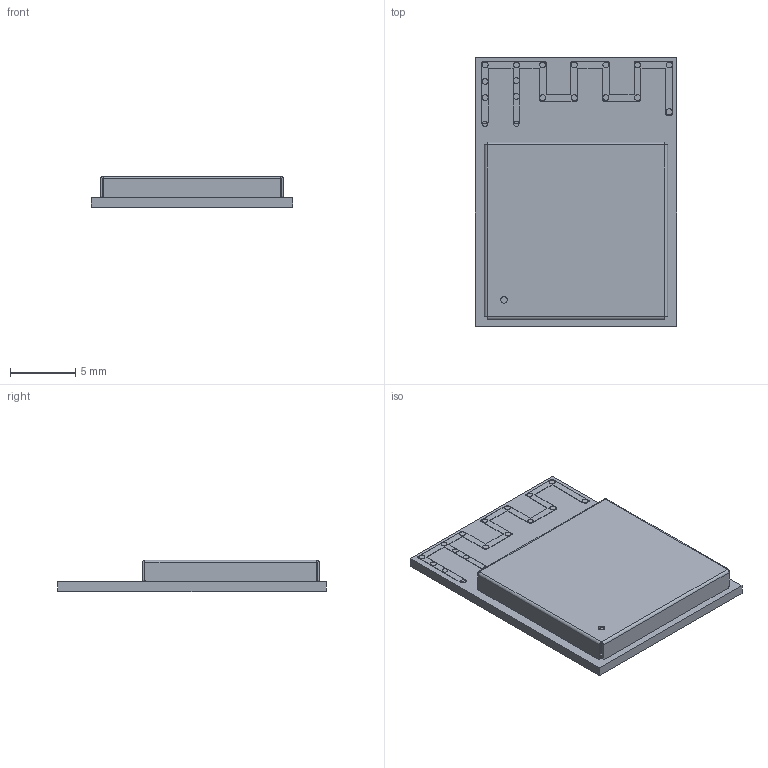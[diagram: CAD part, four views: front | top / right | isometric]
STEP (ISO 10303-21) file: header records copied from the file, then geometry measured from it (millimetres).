
FILE_DESCRIPTION (( 'STEP AP214' ), '1' );
FILE_NAME ('ESP32-S3-MINI-1_20211021.STEP', '2021-10-21T11:27:55', ( '' ), ( '' ), 'SwSTEP 2.0', 'SolidWorks', '' );
FILE_SCHEMA (( 'AUTOMOTIVE_DESIGN' ));
Length unit declared in the file: millimetre
Products named in the file (274): uid__4-71^DesignRootModel_ESP32-S3-MINI-1_V1(2)_ESP32-S3-MINI-1_V1; uid__4-210^DesignRootModel_ESP32-S3-MINI-1_V1(2)_ESP32-S3-MINI-1_V1; uid__4-4^DesignRootModel_ESP32-S3-MINI-1_V1(2)_ESP32-S3-MINI-1_V1; uid__4-121^DesignRootModel_ESP32-S3-MINI-1_V1(2)_ESP32-S3-MINI-1_V1; C0402_20210301.STEP^C0402_20210301.STEP_Submodel-C0402_part_DesignRootModel_ESP32-S3-MINI-1_V1(2)_ESP32-S3-MINI-1_V1; uid__1-395^DesignRootModel_ESP32-S3-MINI-1_V1(2)_ESP32-S3-MINI-1_V1; uid__1-323^DesignRootModel_ESP32-S3-MINI-1_V1(2)_ESP32-S3-MINI-1_V1; Submodel-XTAL3225_part^DesignRootModel_ESP32-S3-MINI-1_V1(2)_ESP32-S3-MINI-1_V1; uid__4-165^DesignRootModel_ESP32-S3-MINI-1_V1(2)_ESP32-S3-MINI-1_V1; uid__4-127^DesignRootModel_ESP32-S3-MINI-1_V1(2)_ESP32-S3-MINI-1_V1; XTAL3225_20210301.STEP^XTAL3225_20210301.STEP_Submodel-XTAL3225_part_DesignRootModel_ESP32-S3-MINI-1_V1(2)_ESP32-S3-MINI-1_V1; uid__1-292^DesignRootModel_ESP32-S3-MINI-1_V1(2)_ESP32-S3-MINI-1_V1; L0201_20210301.STEP^Submodel-L0201_part_DesignRootModel_ESP32-S3-MINI-1_V1(2)_ESP32-S3-MINI-1_V1; uid__4-73^DesignRootModel_ESP32-S3-MINI-1_V1(2)_ESP32-S3-MINI-1_V1; uid__1-424^DesignRootModel_ESP32-S3-MINI-1_V1(2)_ESP32-S3-MINI-1_V1; uid__4-30^DesignRootModel_ESP32-S3-MINI-1_V1(2)_ESP32-S3-MINI-1_V1; uid__1-490^DesignRootModel_ESP32-S3-MINI-1_V1(2)_ESP32-S3-MINI-1_V1; uid__4-169^DesignRootModel_ESP32-S3-MINI-1_V1(2)_ESP32-S3-MINI-1_V1; Submodel-C0201_part^DesignRootModel_ESP32-S3-MINI-1_V1(2)_ESP32-S3-MINI-1_V1; uid__4-14^DesignRootModel_ESP32-S3-MINI-1_V1(2)_ESP32-S3-MINI-1_V1; uid__1-385^DesignRootModel_ESP32-S3-MINI-1_V1(2)_ESP32-S3-MINI-1_V1; uid__4-137^DesignRootModel_ESP32-S3-MINI-1_V1(2)_ESP32-S3-MINI-1_V1; C0201_20210301.STEP^Submodel-C0201_part_DesignRootModel_ESP32-S3-MINI-1_V1(2)_ESP32-S3-MINI-1_V1; uid__4-8^DesignRootModel_ESP32-S3-MINI-1_V1(2)_ESP32-S3-MINI-1_V1; uid__4-70^DesignRootModel_ESP32-S3-MINI-1_V1(2)_ESP32-S3-MINI-1_V1; uid__1-362^DesignRootModel_ESP32-S3-MINI-1_V1(2)_ESP32-S3-MINI-1_V1; uid__4-213^DesignRootModel_ESP32-S3-MINI-1_V1(2)_ESP32-S3-MINI-1_V1; ESP32-S3_20210301.STEP^Submodel-QFN56_0P4_7_part_DesignRootModel_ESP32-S3-MINI-1_V1(2)_ESP32-S3-MINI-1_V1; uid__4-103^DesignRootModel_ESP32-S3-MINI-1_V1(2)_ESP32-S3-MINI-1_V1; uid__1-264^DesignRootModel_ESP32-S3-MINI-1_V1(2)_ESP32-S3-MINI-1_V1; uid__4-0^DesignRootModel_ESP32-S3-MINI-1_V1(2)_ESP32-S3-MINI-1_V1; uid__1-258^DesignRootModel_ESP32-S3-MINI-1_V1(2)_ESP32-S3-MINI-1_V1; uid__1-439^DesignRootModel_ESP32-S3-MINI-1_V1(2)_ESP32-S3-MINI-1_V1; uid__1-215^DesignRootModel_ESP32-S3-MINI-1_V1(2)_ESP32-S3-MINI-1_V1; uid__1-406^DesignRootModel_ESP32-S3-MINI-1_V1(2)_ESP32-S3-MINI-1_V1; uid__4-149^DesignRootModel_ESP32-S3-MINI-1_V1(2)_ESP32-S3-MINI-1_V1; uid__4-77^DesignRootModel_ESP32-S3-MINI-1_V1(2)_ESP32-S3-MINI-1_V1; uid__1-303^DesignRootModel_ESP32-S3-MINI-1_V1(2)_ESP32-S3-MINI-1_V1; uid__1-467^DesignRootModel_ESP32-S3-MINI-1_V1(2)_ESP32-S3-MINI-1_V1; R0201_20210301.STEP^R0201_20210301.STEP_Submodel-R0201_part_DesignRootModel_ESP32-S3-MINI-1_V1(2)_ESP32-S3-MINI-1_V1 ...
Assembly tree (290 placements, depth 6):
  ESP32-S3-MINI-1_20211021
    ESP32-S3-MINI-1_V1(2)^ESP32-S3-MINI-1_V1
      DesignRootModel^ESP32-S3-MINI-1_V1(2)_ESP32-S3-MINI-1_V1
        Submodel-C0201_part^DesignRootModel_ESP32-S3-MINI-1_V1(2)_ESP32-S3-MINI-1_V1
          C0201_20210301.STEP^Submodel-C0201_part_DesignRootModel_ESP32-S3-MINI-1_V1(2)_ESP32-S3-MINI-1_V1
            C0201_20210301.STEP^C0201_20210301.STEP_Submodel-C0201_part_DesignRootModel_ESP32-S3-MINI-1_V1(2)_ESP32-S3-MINI-1_V1
        Submodel-L0201_part^DesignRootModel_ESP32-S3-MINI-1_V1(2)_ESP32-S3-MINI-1_V1
          L0201_20210301.STEP^Submodel-L0201_part_DesignRootModel_ESP32-S3-MINI-1_V1(2)_ESP32-S3-MINI-1_V1
            L0201_20210301.STEP^L0201_20210301.STEP_Submodel-L0201_part_DesignRootModel_ESP32-S3-MINI-1_V1(2)_ESP32-S3-MINI-1_V1
        Submodel-R0201_part^DesignRootModel_ESP32-S3-MINI-1_V1(2)_ESP32-S3-MINI-1_V1
          R0201_20210301.STEP^Submodel-R0201_part_DesignRootModel_ESP32-S3-MINI-1_V1(2)_ESP32-S3-MINI-1_V1
            R0201_20210301.STEP^R0201_20210301.STEP_Submodel-R0201_part_DesignRootModel_ESP32-S3-MINI-1_V1(2)_ESP32-S3-MINI-1_V1
        Submodel-R0201_part^DesignRootModel_ESP32-S3-MINI-1_V1(2)_ESP32-S3-MINI-1_V1
          R0201_20210301.STEP^Submodel-R0201_part_DesignRootModel_ESP32-S3-MINI-1_V1(2)_ESP32-S3-MINI-1_V1
            R0201_20210301.STEP^R0201_20210301.STEP_Submodel-R0201_part_DesignRootModel_ESP32-S3-MINI-1_V1(2)_ESP32-S3-MINI-1_V1
        Submodel-R0201_part^DesignRootModel_ESP32-S3-MINI-1_V1(2)_ESP32-S3-MINI-1_V1
          R0201_20210301.STEP^Submodel-R0201_part_DesignRootModel_ESP32-S3-MINI-1_V1(2)_ESP32-S3-MINI-1_V1
            R0201_20210301.STEP^R0201_20210301.STEP_Submodel-R0201_part_DesignRootModel_ESP32-S3-MINI-1_V1(2)_ESP32-S3-MINI-1_V1
        Submodel-C0402_part^DesignRootModel_ESP32-S3-MINI-1_V1(2)_ESP32-S3-MINI-1_V1
          C0402_20210301.STEP^Submodel-C0402_part_DesignRootModel_ESP32-S3-MINI-1_V1(2)_ESP32-S3-MINI-1_V1
            C0402_20210301.STEP^C0402_20210301.STEP_Submodel-C0402_part_DesignRootModel_ESP32-S3-MINI-1_V1(2)_ESP32-S3-MINI-1_V1
        Submodel-L0201_part^DesignRootModel_ESP32-S3-MINI-1_V1(2)_ESP32-S3-MINI-1_V1
          L0201_20210301.STEP^Submodel-L0201_part_DesignRootModel_ESP32-S3-MINI-1_V1(2)_ESP32-S3-MINI-1_V1
            L0201_20210301.STEP^L0201_20210301.STEP_Submodel-L0201_part_DesignRootModel_ESP32-S3-MINI-1_V1(2)_ESP32-S3-MINI-1_V1
        Submodel-L0201_part^DesignRootModel_ESP32-S3-MINI-1_V1(2)_ESP32-S3-MINI-1_V1
          L0201_20210301.STEP^Submodel-L0201_part_DesignRootModel_ESP32-S3-MINI-1_V1(2)_ESP32-S3-MINI-1_V1
            L0201_20210301.STEP^L0201_20210301.STEP_Submodel-L0201_part_DesignRootModel_ESP32-S3-MINI-1_V1(2)_ESP32-S3-MINI-1_V1
        Submodel-C0201_part^DesignRootModel_ESP32-S3-MINI-1_V1(2)_ESP32-S3-MINI-1_V1
          C0201_20210301.STEP^Submodel-C0201_part_DesignRootModel_ESP32-S3-MINI-1_V1(2)_ESP32-S3-MINI-1_V1
            C0201_20210301.STEP^C0201_20210301.STEP_Submodel-C0201_part_DesignRootModel_ESP32-S3-MINI-1_V1(2)_ESP32-S3-MINI-1_V1
        Submodel-C0201_part^DesignRootModel_ESP32-S3-MINI-1_V1(2)_ESP32-S3-MINI-1_V1
          C0201_20210301.STEP^Submodel-C0201_part_DesignRootModel_ESP32-S3-MINI-1_V1(2)_ESP32-S3-MINI-1_V1
            C0201_20210301.STEP^C0201_20210301.STEP_Submodel-C0201_part_DesignRootModel_ESP32-S3-MINI-1_V1(2)_ESP32-S3-MINI-1_V1
        Submodel-C0201_part^DesignRootModel_ESP32-S3-MINI-1_V1(2)_ESP32-S3-MINI-1_V1
          C0201_20210301.STEP^Submodel-C0201_part_DesignRootModel_ESP32-S3-MINI-1_V1(2)_ESP32-S3-MINI-1_V1
            C0201_20210301.STEP^C0201_20210301.STEP_Submodel-C0201_part_DesignRootModel_ESP32-S3-MINI-1_V1(2)_ESP32-S3-MINI-1_V1
        Submodel-C0201_part^DesignRootModel_ESP32-S3-MINI-1_V1(2)_ESP32-S3-MINI-1_V1
          C0201_20210301.STEP^Submodel-C0201_part_DesignRootModel_ESP32-S3-MINI-1_V1(2)_ESP32-S3-MINI-1_V1
            C0201_20210301.STEP^C0201_20210301.STEP_Submodel-C0201_part_DesignRootModel_ESP32-S3-MINI-1_V1(2)_ESP32-S3-MINI-1_V1
        Submodel-C0201_part^DesignRootModel_ESP32-S3-MINI-1_V1(2)_ESP32-S3-MINI-1_V1
          C0201_20210301.STEP^Submodel-C0201_part_DesignRootModel_ESP32-S3-MINI-1_V1(2)_ESP32-S3-MINI-1_V1
            C0201_20210301.STEP^C0201_20210301.STEP_Submodel-C0201_part_DesignRootModel_ESP32-S3-MINI-1_V1(2)_ESP32-S3-MINI-1_V1
        Submodel-C0201_part^DesignRootModel_ESP32-S3-MINI-1_V1(2)_ESP32-S3-MINI-1_V1
          C0201_20210301.STEP^Submodel-C0201_part_DesignRootModel_ESP32-S3-MINI-1_V1(2)_ESP32-S3-MINI-1_V1
            C0201_20210301.STEP^C0201_20210301.STEP_Submodel-C0201_part_DesignRootModel_ESP32-S3-MINI-1_V1(2)_ESP32-S3-MINI-1_V1
        Submodel-C0201_part^DesignRootModel_ESP32-S3-MINI-1_V1(2)_ESP32-S3-MINI-1_V1
          C0201_20210301.STEP^Submodel-C0201_part_DesignRootModel_ESP32-S3-MINI-1_V1(2)_ESP32-S3-MINI-1_V1
            C0201_20210301.STEP^C0201_20210301.STEP_Submodel-C0201_part_DesignRootModel_ESP32-S3-MINI-1_V1(2)_ESP32-S3-MINI-1_V1
        Submodel-C0201_part^DesignRootModel_ESP32-S3-MINI-1_V1(2)_ESP32-S3-MINI-1_V1
          C0201_20210301.STEP^Submodel-C0201_part_DesignRootModel_ESP32-S3-MINI-1_V1(2)_ESP32-S3-MINI-1_V1
            C0201_20210301.STEP^C0201_20210301.STEP_Submodel-C0201_part_DesignRootModel_ESP32-S3-MINI-1_V1(2)_ESP32-S3-MINI-1_V1
        Submodel-C0201_part^DesignRootModel_ESP32-S3-MINI-1_V1(2)_ESP32-S3-MINI-1_V1
          C0201_20210301.STEP^Submodel-C0201_part_DesignRootModel_ESP32-S3-MINI-1_V1(2)_ESP32-S3-MINI-1_V1
            C0201_20210301.STEP^C0201_20210301.STEP_Submodel-C0201_part_DesignRootModel_ESP32-S3-MINI-1_V1(2)_ESP32-S3-MINI-1_V1
        Submodel-C0201_part^DesignRootModel_ESP32-S3-MINI-1_V1(2)_ESP32-S3-MINI-1_V1
          C0201_20210301.STEP^Submodel-C0201_part_DesignRootModel_ESP32-S3-MINI-1_V1(2)_ESP32-S3-MINI-1_V1
            C0201_20210301.STEP^C0201_20210301.STEP_Submodel-C0201_part_DesignRootModel_ESP32-S3-MINI-1_V1(2)_ESP32-S3-MINI-1_V1
        Submodel-C0201_part^DesignRootModel_ESP32-S3-MINI-1_V1(2)_ESP32-S3-MINI-1_V1
          C0201_20210301.STEP^Submodel-C0201_part_DesignRootModel_ESP32-S3-MINI-1_V1(2)_ESP32-S3-MINI-1_V1
            C0201_20210301.STEP^C0201_20210301.STEP_Submodel-C0201_part_DesignRootModel_ESP32-S3-MINI-1_V1(2)_ESP32-S3-MINI-1_V1
Bounding box: 15.4 x 20.5 x 2.4 mm (x, y, z)
Volume: 320.1 mm3; surface area: 1683.2 mm2
Topology: 259 solids, 260 shells, 3067 faces, 7147 edges, 4516 vertices
Faces by surface type: plane 2188, cylinder 675, sphere 144, bspline 56, torus 4
Entity records: 81003 total; most frequent: CARTESIAN_POINT 15788, DIRECTION 11281, ORIENTED_EDGE 10790, EDGE_CURVE 5395, VECTOR 4527, LINE 4527, VERTEX_POINT 3564, AXIS2_PLACEMENT_3D 3377
